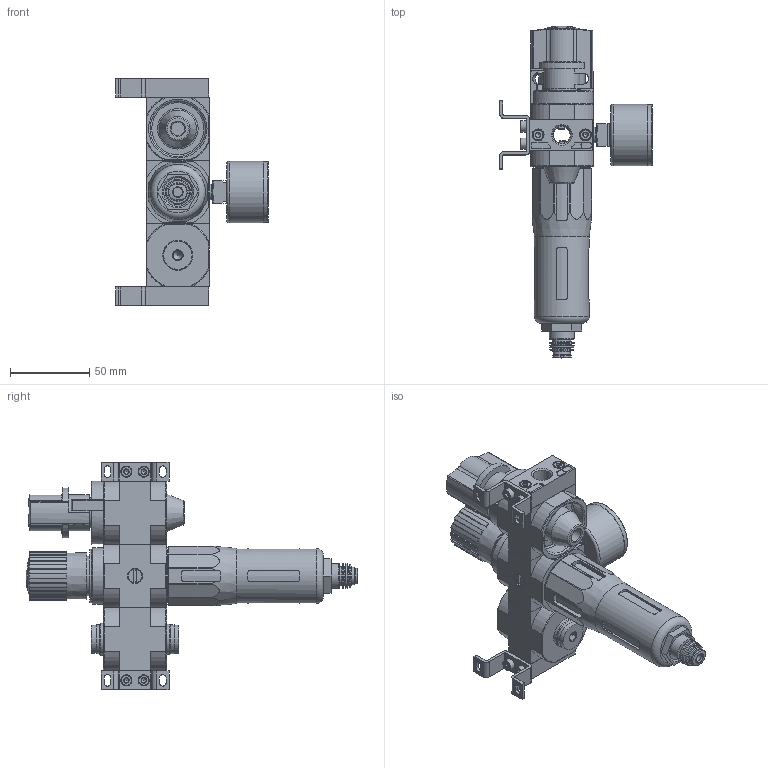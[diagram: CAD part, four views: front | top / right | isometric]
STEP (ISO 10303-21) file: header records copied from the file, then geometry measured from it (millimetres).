
FILE_DESCRIPTION(/* description */ ('STEP AP214'),/* implementation_level */ '2;1');
FILE_NAME(/* name */ '185722_LFR-1_4-D-MINI-KB-A',/* time_stamp */ '2024-09-03T19:45:54+02:00',/* author */ ('License CC BY-ND 4.0'),/* organization */ ('CADENAS'),/* preprocessor_version */ 'ST-DEVELOPER v19.3',/* originating_system */ 'PARTsolutions',/* authorisation */ ' ');
FILE_SCHEMA (('AUTOMOTIVE_DESIGN {1 0 10303 214 3 1 1}'));
Length unit declared in the file: millimetre
Products named in the file (15): 185722 LFR-1/4-D-MINI-KB-A; 380289 PBL-1/4-D-MINI-L---(1) p1; DIN-912 - M4x16(F); 159638 HFOE-D-MINI-P1; DIN-912 - M4x8(F); 380291 PBL-1/4-D-MINI-R---(0) p1; 360720 HE-MINI; 355622 FRB-D-MINI; 123589 LFR-D-MINI-A--(0); 8003637 PAGN-40-16-G18; 373845 LR-MINI; 526489 MS4-LFR-V; 724703 FRM-...-D-MINI; DIN-908 G1/4A; 531772 OK-1/4
Assembly tree (26 placements, depth 2):
  185722 LFR-1/4-D-MINI-KB-A
    380289 PBL-1/4-D-MINI-L---(1) p1
    DIN-912 - M4x16(F)  x4
    159638 HFOE-D-MINI-P1  x2
    DIN-912 - M4x8(F)  x4
    380291 PBL-1/4-D-MINI-R---(0) p1
    360720 HE-MINI
    355622 FRB-D-MINI  x4
    123589 LFR-D-MINI-A--(0)
    8003637 PAGN-40-16-G18
    373845 LR-MINI
    526489 MS4-LFR-V
    724703 FRM-...-D-MINI
    DIN-908 G1/4A  x2
    531772 OK-1/4  x2
Bounding box: 96.75 x 210.02 x 144 mm (x, y, z)
Volume: 388697.8 mm3; surface area: 97156.6 mm2
Topology: 26 solids, 27 shells, 1237 faces, 2962 edges, 1865 vertices
Faces by surface type: plane 594, cylinder 367, cone 216, torus 46, sphere 14
Full cylindrical faces by diameter (mm): 2.9 x4, 3.242 x12, 4 x12, 4.3 x5, 5.2 x4, 6 x5, 6.2 x1, 6.9 x1, 7 x8, 7.9 x2, 8 x4, 8.2 x5, 8.4 x1, 8.566 x3, 9.728 x2, 10.6 x2, 11 x3, 11.4 x1, 11.445 x4, 11.6 x2, 11.8 x1, 12.01 x2, 12.2 x1, 13.157 x2, 13.3 x2, 15.6 x2, 15.8 x2, 15.9 x1, 16 x1, 16.2 x1
Entity records: 33409 total; most frequent: CARTESIAN_POINT 5658, DIRECTION 4866, ORIENTED_EDGE 4340, EDGE_CURVE 2170, AXIS2_PLACEMENT_3D 1938, VERTEX_POINT 1528, FACE_BOUND 1312, EDGE_LOOP 1300
